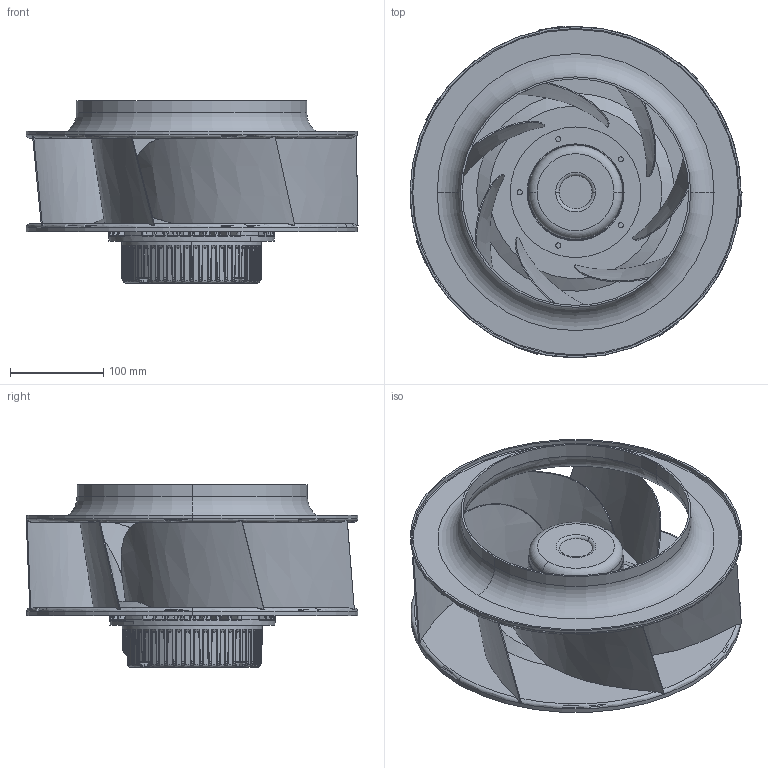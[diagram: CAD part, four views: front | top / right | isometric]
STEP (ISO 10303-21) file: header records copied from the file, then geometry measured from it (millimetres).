
FILE_DESCRIPTION (( 'STEP AP203' ), '1' );
FILE_NAME ('OAB355EC_m0.stp', '2023-03-20T18:56:19', ( '' ), ( '' ), 'SwSTEP 2.0', 'SolidWorks 2018', '' );
FILE_SCHEMA (( 'CONFIG_CONTROL_DESIGN' ));
Length unit declared in the file: millimetre
Products named in the file (1): OAB355EC_m0
Bounding box: 355.93 x 355.47 x 195.5 mm (x, y, z)
Volume: 915808.4 mm3; surface area: 856142.8 mm2
Topology: 4 solids, 4 shells, 3426 faces, 8250 edges, 4858 vertices
Faces by surface type: cylinder 1101, bspline 802, torus 644, plane 430, cone 327, sphere 122
Entity records: 176808 total; most frequent: CARTESIAN_POINT 110098, ORIENTED_EDGE 16494, DIRECTION 10181, EDGE_CURVE 8247, B_SPLINE_CURVE_WITH_KNOTS 5032, VERTEX_POINT 4858, AXIS2_PLACEMENT_3D 4562, EDGE_LOOP 3511
